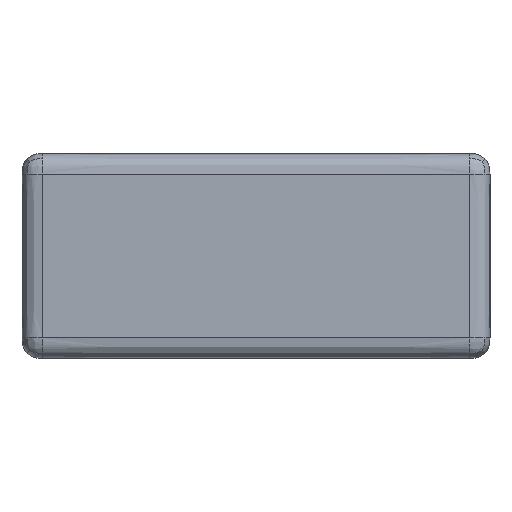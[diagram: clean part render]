
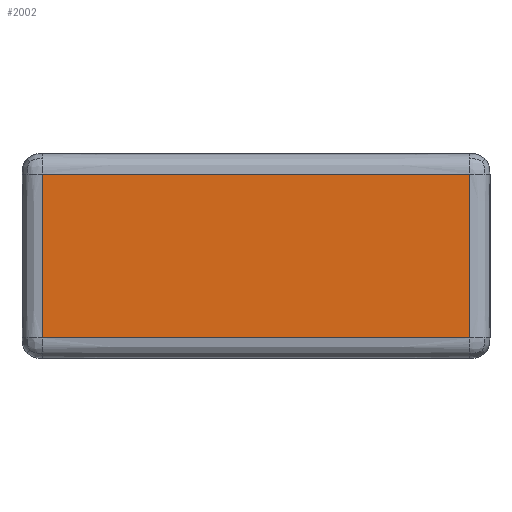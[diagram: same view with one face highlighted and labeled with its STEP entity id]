
A CAD part, left-side view. The second image highlights one B-rep face of the part: STEP entity #2002.
In plain terms, the highlighted planar face has unit normal (-1, 0, 0).
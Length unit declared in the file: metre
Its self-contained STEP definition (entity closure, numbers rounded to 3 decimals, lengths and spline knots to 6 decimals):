
#84=PLANE('',#2214);
#120=B_SPLINE_CURVE_WITH_KNOTS('',3,(#2726,#2727,#2728,#2729),
 .UNSPECIFIED.,.F.,.F.,(4,4),(0.,1.),.UNSPECIFIED.);
#121=B_SPLINE_CURVE_WITH_KNOTS('',3,(#2732,#2733,#2734,#2735),
 .UNSPECIFIED.,.F.,.F.,(4,4),(0.,1.),.UNSPECIFIED.);
#122=B_SPLINE_CURVE_WITH_KNOTS('',3,(#2737,#2738,#2739,#2740),
 .UNSPECIFIED.,.F.,.F.,(4,4),(0.,1.),.UNSPECIFIED.);
#123=B_SPLINE_CURVE_WITH_KNOTS('',3,(#2742,#2743,#2744,#2745),
 .UNSPECIFIED.,.F.,.F.,(4,4),(0.,1.),.UNSPECIFIED.);
#463=ORIENTED_EDGE('',*,*,#1053,.T.);
#464=ORIENTED_EDGE('',*,*,#1054,.T.);
#465=ORIENTED_EDGE('',*,*,#1055,.T.);
#466=ORIENTED_EDGE('',*,*,#1056,.T.);
#1053=EDGE_CURVE('',#1348,#1349,#120,.T.);
#1054=EDGE_CURVE('',#1349,#1350,#121,.T.);
#1055=EDGE_CURVE('',#1350,#1351,#122,.T.);
#1056=EDGE_CURVE('',#1351,#1348,#123,.T.);
#1348=VERTEX_POINT('',#2730);
#1349=VERTEX_POINT('',#2731);
#1350=VERTEX_POINT('',#2736);
#1351=VERTEX_POINT('',#2741);
#1580=EDGE_LOOP('',(#463,#464,#465,#466));
#1786=FACE_BOUND('',#1580,.T.);
#2002=ADVANCED_FACE('',(#1786),#84,.T.);
#2214=AXIS2_PLACEMENT_3D('',#2725,#2392,#2393);
#2392=DIRECTION('',(-1.,0.,0.));
#2393=DIRECTION('',(0.,0.,1.));
#2725=CARTESIAN_POINT('',(0.2,0.03425,0.03));
#2726=CARTESIAN_POINT('',(0.2,0.003,0.027));
#2727=CARTESIAN_POINT('',(0.2,0.023833,0.027));
#2728=CARTESIAN_POINT('',(0.2,0.044667,0.027));
#2729=CARTESIAN_POINT('',(0.2,0.0655,0.027));
#2730=CARTESIAN_POINT('',(0.2,0.003,0.027));
#2731=CARTESIAN_POINT('',(0.2,0.0655,0.027));
#2732=CARTESIAN_POINT('',(0.2,0.0655,0.027));
#2733=CARTESIAN_POINT('',(0.2,0.0655,0.019));
#2734=CARTESIAN_POINT('',(0.2,0.0655,0.011));
#2735=CARTESIAN_POINT('',(0.2,0.0655,0.003));
#2736=CARTESIAN_POINT('',(0.2,0.0655,0.003));
#2737=CARTESIAN_POINT('',(0.2,0.0655,0.003));
#2738=CARTESIAN_POINT('',(0.2,0.044667,0.003));
#2739=CARTESIAN_POINT('',(0.2,0.023833,0.003));
#2740=CARTESIAN_POINT('',(0.2,0.003,0.003));
#2741=CARTESIAN_POINT('',(0.2,0.003,0.003));
#2742=CARTESIAN_POINT('',(0.2,0.003,0.003));
#2743=CARTESIAN_POINT('',(0.2,0.003,0.011));
#2744=CARTESIAN_POINT('',(0.2,0.003,0.019));
#2745=CARTESIAN_POINT('',(0.2,0.003,0.027));
